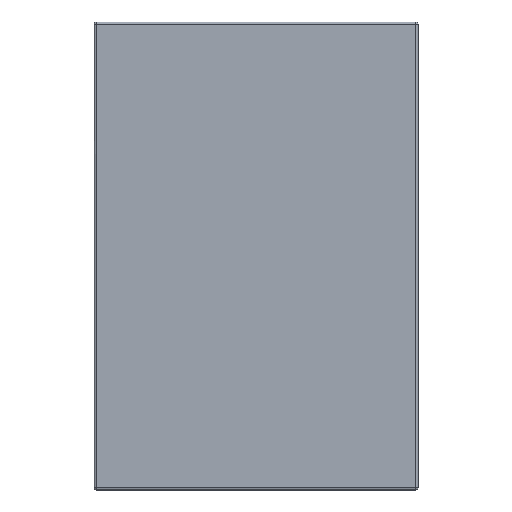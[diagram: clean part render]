
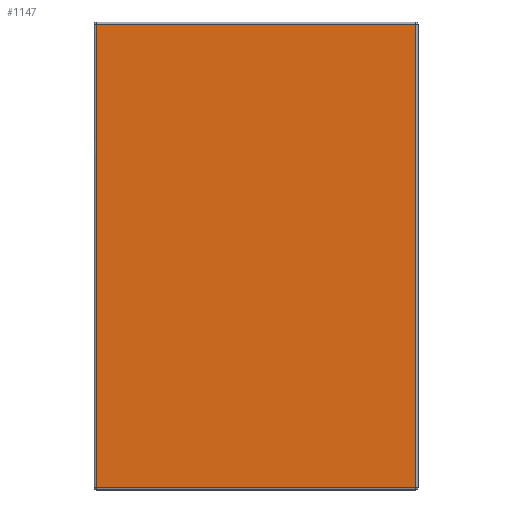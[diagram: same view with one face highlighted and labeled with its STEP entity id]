
A CAD part, front view. The second image highlights one B-rep face of the part: STEP entity #1147.
In plain terms, the highlighted planar face has unit normal (0, -1, 0).
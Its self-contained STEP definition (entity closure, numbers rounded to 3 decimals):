
#73=CARTESIAN_POINT('',(17.75,0.0,0.25));
#74=VERTEX_POINT('',#73);
#110=CARTESIAN_POINT('',(-17.75,0.0,0.25));
#111=VERTEX_POINT('',#110);
#298=CARTESIAN_POINT('',(17.75,0.0,0.25));
#299=DIRECTION('',(-1.0,0.0,0.0));
#300=VECTOR('',#299,35.5);
#301=LINE('',#298,#300);
#302=EDGE_CURVE('',#74,#111,#301,.T.);
#319=CARTESIAN_POINT('',(17.75,0.0,51.75));
#320=VERTEX_POINT('',#319);
#355=CARTESIAN_POINT('',(17.75,0.0,51.75));
#356=DIRECTION('',(0.0,0.0,-1.0));
#357=VECTOR('',#356,51.5);
#358=LINE('',#355,#357);
#359=EDGE_CURVE('',#320,#74,#358,.T.);
#387=CARTESIAN_POINT('',(-17.75,0.0,51.75));
#388=VERTEX_POINT('',#387);
#419=CARTESIAN_POINT('',(-17.75,0.0,0.25));
#420=DIRECTION('',(0.0,0.0,1.0));
#421=VECTOR('',#420,51.5);
#422=LINE('',#419,#421);
#423=EDGE_CURVE('',#111,#388,#422,.T.);
#434=CARTESIAN_POINT('',(-17.75,0.0,51.75));
#435=DIRECTION('',(1.0,0.0,0.0));
#436=VECTOR('',#435,35.5);
#437=LINE('',#434,#436);
#438=EDGE_CURVE('',#388,#320,#437,.T.);
#1136=CARTESIAN_POINT('',(0.0,0.0,0.0));
#1137=DIRECTION('',(0.0,-1.0,0.0));
#1138=DIRECTION('',(0.0,0.0,-1.0));
#1139=AXIS2_PLACEMENT_3D('',#1136,#1137,#1138);
#1140=PLANE('',#1139);
#1141=ORIENTED_EDGE('',*,*,#302,.F.);
#1142=ORIENTED_EDGE('',*,*,#359,.F.);
#1143=ORIENTED_EDGE('',*,*,#438,.F.);
#1144=ORIENTED_EDGE('',*,*,#423,.F.);
#1145=EDGE_LOOP('',(#1141,#1142,#1143,#1144));
#1146=FACE_OUTER_BOUND('',#1145,.T.);
#1147=ADVANCED_FACE('',(#1146),#1140,.T.);
